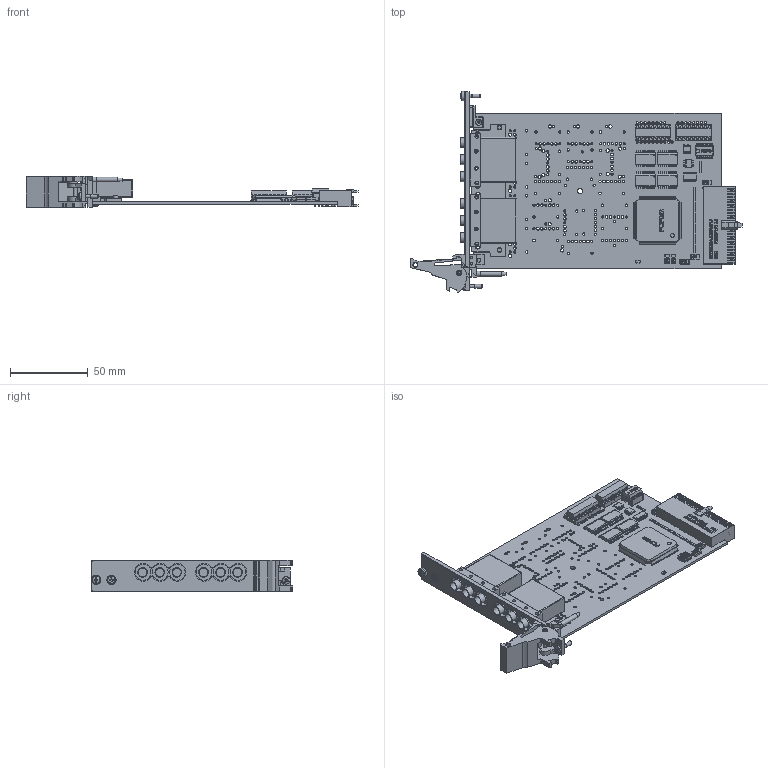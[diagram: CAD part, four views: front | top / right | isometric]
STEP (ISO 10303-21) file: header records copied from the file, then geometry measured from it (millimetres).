
FILE_DESCRIPTION (( 'STEP AP214' ), '1' );
FILE_NAME ('40-780-552 PXI Dual SPDT 50GHz Card.STEP', '2013-09-09T09:38:11', ( 'admin' ), ( '' ), 'SwSTEP 2.0', 'SolidWorks 2012', '' );
FILE_SCHEMA (( 'AUTOMOTIVE_DESIGN' ));
Length unit declared in the file: millimetre
Products named in the file (1): 40-780-552 PXI Dual SPDT 50GHz Card
Bounding box: 213.99 x 129.67 x 20 mm (x, y, z)
Surface area: 68275.9 mm2 (no closed solid volume)
Topology: 0 solids, 399 shells, 3290 faces, 14289 edges, 10897 vertices
Faces by surface type: plane 2341, cylinder 879, cone 29, bspline 16, sphere 14, torus 11
Full cylindrical faces by diameter (mm): 0.5 x2, 0.6 x110, 1 x29, 1.245 x5, 1.397 x60, 1.422 x27, 1.496 x2, 1.524 x66, 1.651 x80, 1.967 x2, 2 x5, 2.015 x1, 2.032 x16, 2.05 x1, 2.094 x1, 2.095 x5, 2.179 x1, 2.4 x8, 2.438 x2, 2.497 x1, 2.5 x8, 2.6 x1, 2.7 x1, 2.8 x1, 3 x3, 3.08 x2, 3.23 x1, 4.7 x1, 5 x8, 5.3 x1
Entity records: 186234 total; most frequent: CARTESIAN_POINT 38388, DIRECTION 22189, ORIENTED_EDGE 18821, EDGE_CURVE 13671, VERTEX_POINT 10775, LINE 10229, VECTOR 10229, AXIS2_PLACEMENT_3D 5980
